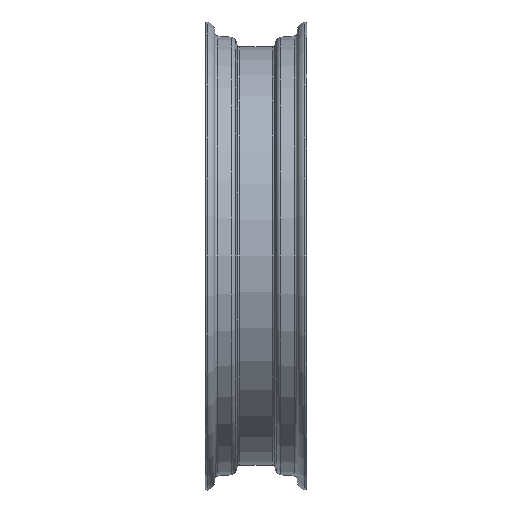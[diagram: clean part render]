
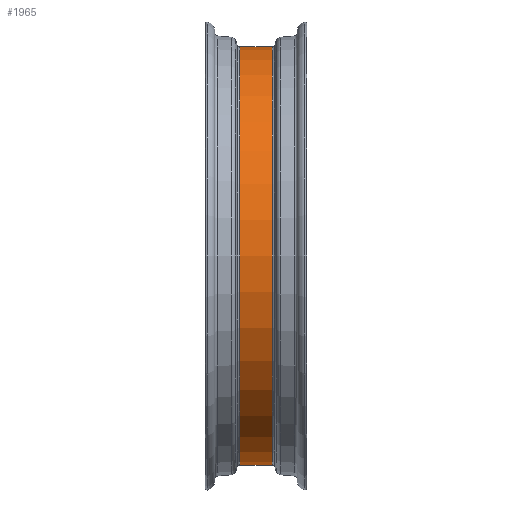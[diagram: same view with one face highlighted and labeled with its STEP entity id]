
A CAD part, front view. The second image highlights one B-rep face of the part: STEP entity #1965.
In plain terms, the highlighted cylindrical face has radius 192.79 mm (diameter 385.58 mm), a partial arc.
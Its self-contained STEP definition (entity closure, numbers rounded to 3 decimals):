
#905 = ORIENTED_EDGE ( 'NONE', *, *, #23128, .T. ) ;
#1253 = VERTEX_POINT ( 'NONE', #5697 ) ;
#1965 = ADVANCED_FACE ( 'NONE', ( #9647 ), #20637, .T. ) ;
#2022 = AXIS2_PLACEMENT_3D ( 'NONE', #17397, #4286, #13519 ) ;
#2471 = CARTESIAN_POINT ( 'NONE',  ( 14.93, 0., 192.79 ) ) ;
#2999 = DIRECTION ( 'NONE',  ( 0., 0., 1. ) ) ;
#4277 = CIRCLE ( 'NONE', #14110, 192.79 ) ;
#4286 = DIRECTION ( 'NONE',  ( -1., 0., 0. ) ) ;
#5697 = CARTESIAN_POINT ( 'NONE',  ( -14.93, 0., 192.79 ) ) ;
#6099 = CARTESIAN_POINT ( 'NONE',  ( -85.509, 0., 0. ) ) ;
#6344 = DIRECTION ( 'NONE',  ( -1., 0., 0. ) ) ;
#7076 = VERTEX_POINT ( 'NONE', #15623 ) ;
#7997 = CARTESIAN_POINT ( 'NONE',  ( -85.509, 0., 192.79 ) ) ;
#9647 = FACE_OUTER_BOUND ( 'NONE', #20618, .T. ) ;
#10008 = DIRECTION ( 'NONE',  ( 0., 0., 1. ) ) ;
#10605 = EDGE_CURVE ( 'NONE', #14265, #1253, #13989, .T. ) ;
#11824 = ORIENTED_EDGE ( 'NONE', *, *, #13615, .F. ) ;
#12198 = CIRCLE ( 'NONE', #2022, 192.79 ) ;
#13259 = CARTESIAN_POINT ( 'NONE',  ( -85.509, 0., -192.79 ) ) ;
#13519 = DIRECTION ( 'NONE',  ( 0., 0., 1. ) ) ;
#13615 = EDGE_CURVE ( 'NONE', #17563, #1253, #12198, .T. ) ;
#13916 = CARTESIAN_POINT ( 'NONE',  ( -14.93, 0., -192.79 ) ) ;
#13989 = LINE ( 'NONE', #7997, #19745 ) ;
#14005 = ORIENTED_EDGE ( 'NONE', *, *, #10605, .T. ) ;
#14023 = DIRECTION ( 'NONE',  ( -1., 0., 0. ) ) ;
#14110 = AXIS2_PLACEMENT_3D ( 'NONE', #17159, #22708, #2999 ) ;
#14265 = VERTEX_POINT ( 'NONE', #2471 ) ;
#15623 = CARTESIAN_POINT ( 'NONE',  ( 14.93, 0., -192.79 ) ) ;
#17159 = CARTESIAN_POINT ( 'NONE',  ( 14.93, 0., 0. ) ) ;
#17397 = CARTESIAN_POINT ( 'NONE',  ( -14.93, 0., 0. ) ) ;
#17563 = VERTEX_POINT ( 'NONE', #13916 ) ;
#17795 = LINE ( 'NONE', #13259, #21368 ) ;
#18464 = ORIENTED_EDGE ( 'NONE', *, *, #18729, .F. ) ;
#18729 = EDGE_CURVE ( 'NONE', #7076, #17563, #17795, .T. ) ;
#19745 = VECTOR ( 'NONE', #6344, 1000. ) ;
#20618 = EDGE_LOOP ( 'NONE', ( #18464, #905, #14005, #11824 ) ) ;
#20637 = CYLINDRICAL_SURFACE ( 'NONE', #22900, 192.79 ) ;
#21368 = VECTOR ( 'NONE', #22114, 1000. ) ;
#22114 = DIRECTION ( 'NONE',  ( -1., 0., 0. ) ) ;
#22708 = DIRECTION ( 'NONE',  ( -1., 0., 0. ) ) ;
#22900 = AXIS2_PLACEMENT_3D ( 'NONE', #6099, #14023, #10008 ) ;
#23128 = EDGE_CURVE ( 'NONE', #7076, #14265, #4277, .T. ) ;
